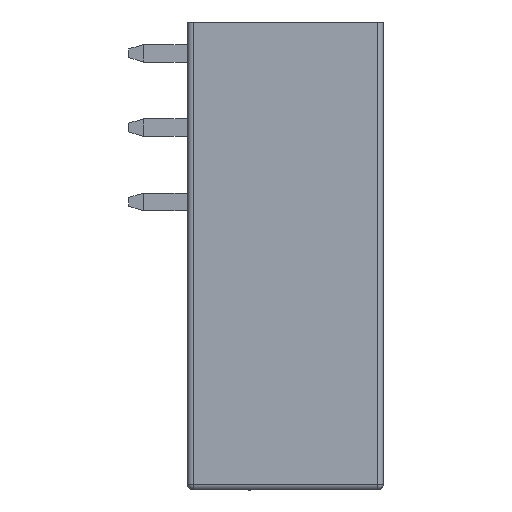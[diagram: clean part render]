
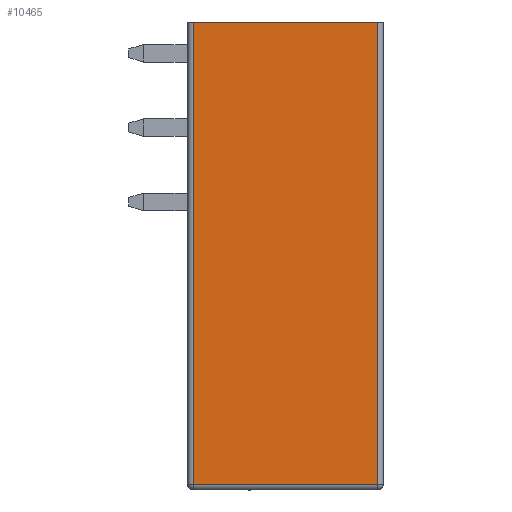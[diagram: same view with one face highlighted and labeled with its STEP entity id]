
A CAD part, front view. The second image highlights one B-rep face of the part: STEP entity #10465.
In plain terms, the highlighted planar face has unit normal (0, -1, 0).
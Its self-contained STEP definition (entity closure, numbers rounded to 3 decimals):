
#2358=DIRECTION('',(0.,0.,1.));
#2359=VECTOR('',#2358,31.6);
#2360=CARTESIAN_POINT('',(6.3,-91.08,-15.6));
#2361=LINE('',#2360,#2359);
#2362=DIRECTION('',(1.,0.,0.));
#2363=VECTOR('',#2362,12.6);
#2364=CARTESIAN_POINT('',(-6.3,-91.08,-15.6));
#2365=LINE('',#2364,#2363);
#2366=DIRECTION('',(0.,0.,-1.));
#2367=VECTOR('',#2366,31.6);
#2368=CARTESIAN_POINT('',(-6.3,-91.08,16.));
#2369=LINE('',#2368,#2367);
#2370=DIRECTION('',(1.,0.,0.));
#2371=VECTOR('',#2370,12.6);
#2372=CARTESIAN_POINT('',(-6.3,-91.08,16.));
#2373=LINE('',#2372,#2371);
#6662=CARTESIAN_POINT('',(6.3,-91.08,16.));
#6664=VERTEX_POINT('',#6662);
#6668=CARTESIAN_POINT('',(6.3,-91.08,-15.6));
#6669=VERTEX_POINT('',#6668);
#6672=CARTESIAN_POINT('',(-6.3,-91.08,-15.6));
#6673=VERTEX_POINT('',#6672);
#6679=CARTESIAN_POINT('',(-6.3,-91.08,16.));
#6681=VERTEX_POINT('',#6679);
#10452=CARTESIAN_POINT('',(0.,-91.08,0.));
#10453=DIRECTION('',(0.,1.,0.));
#10454=DIRECTION('',(1.,0.,0.));
#10455=AXIS2_PLACEMENT_3D('',#10452,#10453,#10454);
#10456=PLANE('',#10455);
#10458=ORIENTED_EDGE('',*,*,#10457,.F.);
#10460=ORIENTED_EDGE('',*,*,#10459,.F.);
#10461=ORIENTED_EDGE('',*,*,#10444,.F.);
#10462=ORIENTED_EDGE('',*,*,#6689,.T.);
#10463=EDGE_LOOP('',(#10458,#10460,#10461,#10462));
#10464=FACE_OUTER_BOUND('',#10463,.F.);
#6689=EDGE_CURVE('',#6681,#6664,#2373,.T.);
#10444=EDGE_CURVE('',#6681,#6673,#2369,.T.);
#10457=EDGE_CURVE('',#6669,#6664,#2361,.T.);
#10459=EDGE_CURVE('',#6673,#6669,#2365,.T.);
#10465=ADVANCED_FACE('',(#10464),#10456,.F.);
